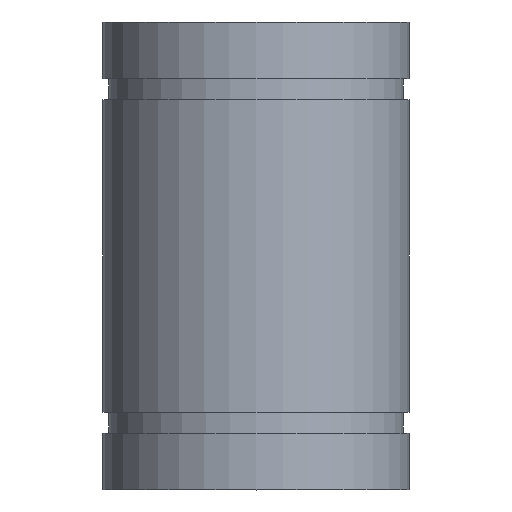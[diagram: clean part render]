
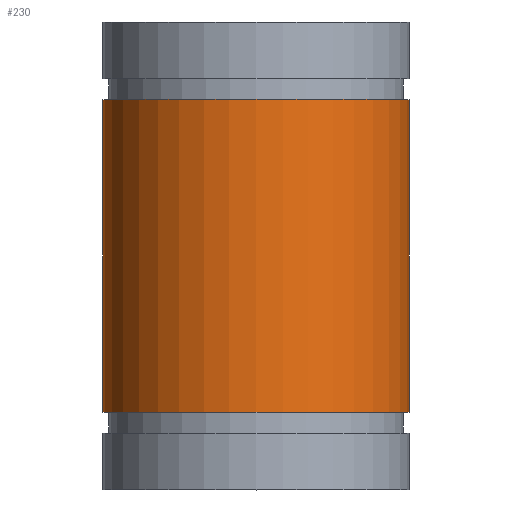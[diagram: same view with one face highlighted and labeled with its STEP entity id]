
A CAD part, top view. The second image highlights one B-rep face of the part: STEP entity #230.
In plain terms, the highlighted cylindrical face has radius 9.5 mm (diameter 19 mm), a full revolution.
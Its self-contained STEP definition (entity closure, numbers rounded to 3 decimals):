
#161 = PLANE('',#162);
#162 = AXIS2_PLACEMENT_3D('',#163,#164,#165);
#163 = CARTESIAN_POINT('',(0.,9.7,0.));
#164 = DIRECTION('',(0.,1.,0.));
#165 = DIRECTION('',(1.,0.,0.));
#199 = EDGE_CURVE('',#200,#200,#202,.T.);
#200 = VERTEX_POINT('',#201);
#201 = CARTESIAN_POINT('',(9.5,9.7,0.));
#202 = SURFACE_CURVE('',#203,(#208,#215),.PCURVE_S1.);
#203 = CIRCLE('',#204,9.5);
#204 = AXIS2_PLACEMENT_3D('',#205,#206,#207);
#205 = CARTESIAN_POINT('',(0.,9.7,0.));
#206 = DIRECTION('',(0.,1.,0.));
#207 = DIRECTION('',(1.,0.,0.));
#208 = PCURVE('',#161,#209);
#209 = DEFINITIONAL_REPRESENTATION('',(#210),#214);
#210 = CIRCLE('',#211,9.5);
#211 = AXIS2_PLACEMENT_2D('',#212,#213);
#212 = CARTESIAN_POINT('',(0.,0.));
#213 = DIRECTION('',(1.,0.));
#214 = ( GEOMETRIC_REPRESENTATION_CONTEXT(2) 
PARAMETRIC_REPRESENTATION_CONTEXT() REPRESENTATION_CONTEXT('2D SPACE',''
  ) );
#215 = PCURVE('',#216,#221);
#216 = CYLINDRICAL_SURFACE('',#217,9.5);
#217 = AXIS2_PLACEMENT_3D('',#218,#219,#220);
#218 = CARTESIAN_POINT('',(0.,9.7,0.));
#219 = DIRECTION('',(0.,-1.,0.));
#220 = DIRECTION('',(1.,0.,0.));
#221 = DEFINITIONAL_REPRESENTATION('',(#222),#226);
#222 = LINE('',#223,#224);
#223 = CARTESIAN_POINT('',(0.,0.));
#224 = VECTOR('',#225,1.);
#225 = DIRECTION('',(-1.,0.));
#226 = ( GEOMETRIC_REPRESENTATION_CONTEXT(2) 
PARAMETRIC_REPRESENTATION_CONTEXT() REPRESENTATION_CONTEXT('2D SPACE',''
  ) );
#230 = ADVANCED_FACE('',(#231),#216,.T.);
#231 = FACE_BOUND('',#232,.F.);
#232 = EDGE_LOOP('',(#233,#234,#257,#284));
#233 = ORIENTED_EDGE('',*,*,#199,.T.);
#234 = ORIENTED_EDGE('',*,*,#235,.T.);
#235 = EDGE_CURVE('',#200,#236,#238,.T.);
#236 = VERTEX_POINT('',#237);
#237 = CARTESIAN_POINT('',(9.5,-9.7,0.));
#238 = SEAM_CURVE('',#239,(#243,#250),.PCURVE_S1.);
#239 = LINE('',#240,#241);
#240 = CARTESIAN_POINT('',(9.5,9.7,0.));
#241 = VECTOR('',#242,1.);
#242 = DIRECTION('',(0.,-1.,0.));
#243 = PCURVE('',#216,#244);
#244 = DEFINITIONAL_REPRESENTATION('',(#245),#249);
#245 = LINE('',#246,#247);
#246 = CARTESIAN_POINT('',(0.,0.));
#247 = VECTOR('',#248,1.);
#248 = DIRECTION('',(0.,1.));
#249 = ( GEOMETRIC_REPRESENTATION_CONTEXT(2) 
PARAMETRIC_REPRESENTATION_CONTEXT() REPRESENTATION_CONTEXT('2D SPACE',''
  ) );
#250 = PCURVE('',#216,#251);
#251 = DEFINITIONAL_REPRESENTATION('',(#252),#256);
#252 = LINE('',#253,#254);
#253 = CARTESIAN_POINT('',(-6.283,0.));
#254 = VECTOR('',#255,1.);
#255 = DIRECTION('',(0.,1.));
#256 = ( GEOMETRIC_REPRESENTATION_CONTEXT(2) 
PARAMETRIC_REPRESENTATION_CONTEXT() REPRESENTATION_CONTEXT('2D SPACE',''
  ) );
#257 = ORIENTED_EDGE('',*,*,#258,.F.);
#258 = EDGE_CURVE('',#236,#236,#259,.T.);
#259 = SURFACE_CURVE('',#260,(#265,#272),.PCURVE_S1.);
#260 = CIRCLE('',#261,9.5);
#261 = AXIS2_PLACEMENT_3D('',#262,#263,#264);
#262 = CARTESIAN_POINT('',(0.,-9.7,0.));
#263 = DIRECTION('',(0.,1.,0.));
#264 = DIRECTION('',(1.,0.,0.));
#265 = PCURVE('',#216,#266);
#266 = DEFINITIONAL_REPRESENTATION('',(#267),#271);
#267 = LINE('',#268,#269);
#268 = CARTESIAN_POINT('',(0.,19.4));
#269 = VECTOR('',#270,1.);
#270 = DIRECTION('',(-1.,0.));
#271 = ( GEOMETRIC_REPRESENTATION_CONTEXT(2) 
PARAMETRIC_REPRESENTATION_CONTEXT() REPRESENTATION_CONTEXT('2D SPACE',''
  ) );
#272 = PCURVE('',#273,#278);
#273 = PLANE('',#274);
#274 = AXIS2_PLACEMENT_3D('',#275,#276,#277);
#275 = CARTESIAN_POINT('',(0.,-9.7,0.));
#276 = DIRECTION('',(0.,1.,0.));
#277 = DIRECTION('',(1.,0.,0.));
#278 = DEFINITIONAL_REPRESENTATION('',(#279),#283);
#279 = CIRCLE('',#280,9.5);
#280 = AXIS2_PLACEMENT_2D('',#281,#282);
#281 = CARTESIAN_POINT('',(0.,0.));
#282 = DIRECTION('',(1.,0.));
#283 = ( GEOMETRIC_REPRESENTATION_CONTEXT(2) 
PARAMETRIC_REPRESENTATION_CONTEXT() REPRESENTATION_CONTEXT('2D SPACE',''
  ) );
#284 = ORIENTED_EDGE('',*,*,#235,.F.);
